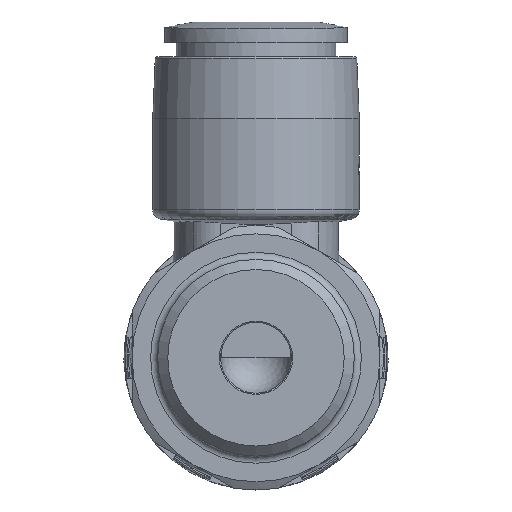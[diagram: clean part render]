
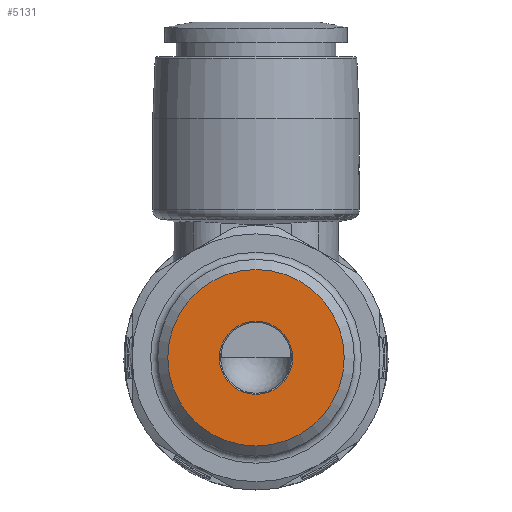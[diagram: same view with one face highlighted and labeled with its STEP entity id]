
A CAD part, front view. The second image highlights one B-rep face of the part: STEP entity #5131.
In plain terms, the highlighted planar face has unit normal (0, -1, 0).
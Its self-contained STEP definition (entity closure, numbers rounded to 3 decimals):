
#417=CIRCLE('',#5511,7.475);
#418=CIRCLE('',#5513,3.1);
#926=ORIENTED_EDGE('',*,*,#1932,.F.);
#927=ORIENTED_EDGE('',*,*,#1931,.T.);
#1931=EDGE_CURVE('',#2409,#2409,#417,.T.);
#1932=EDGE_CURVE('',#2410,#2410,#418,.T.);
#2409=VERTEX_POINT('',#7861);
#2410=VERTEX_POINT('',#7864);
#3035=EDGE_LOOP('',(#926));
#3036=EDGE_LOOP('',(#927));
#3283=FACE_BOUND('',#3035,.T.);
#3284=FACE_BOUND('',#3036,.T.);
#3464=PLANE('',#5512);
#5131=ADVANCED_FACE('',(#3283,#3284),#3464,.F.);
#5511=AXIS2_PLACEMENT_3D('',#7860,#6253,#6254);
#5512=AXIS2_PLACEMENT_3D('',#7862,#6255,#6256);
#5513=AXIS2_PLACEMENT_3D('',#7863,#6257,#6258);
#6253=DIRECTION('',(0.,-1.,0.));
#6254=DIRECTION('',(0.,0.,-1.));
#6255=DIRECTION('',(0.,1.,0.));
#6256=DIRECTION('',(0.,0.,1.));
#6257=DIRECTION('',(0.,-1.,0.));
#6258=DIRECTION('',(0.,0.,-1.));
#7860=CARTESIAN_POINT('',(0.,0.,0.));
#7861=CARTESIAN_POINT('',(0.,0.,-7.475));
#7862=CARTESIAN_POINT('',(0.,0.,-7.475));
#7863=CARTESIAN_POINT('',(0.,0.,0.));
#7864=CARTESIAN_POINT('',(0.,0.,-3.1));
